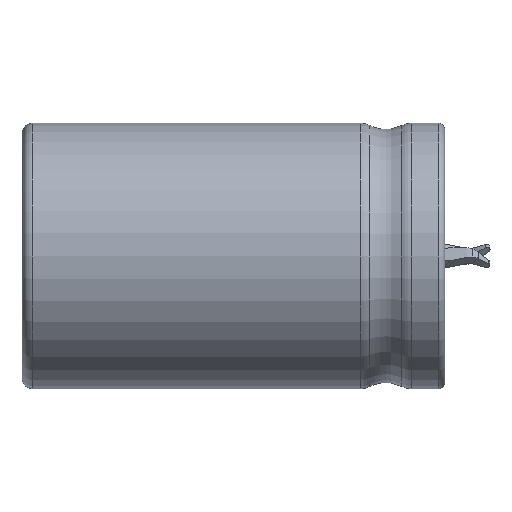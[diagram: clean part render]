
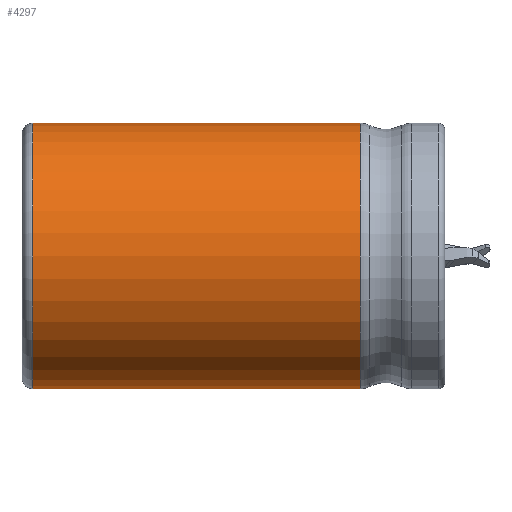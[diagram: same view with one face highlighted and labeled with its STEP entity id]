
A CAD part, left-side view. The second image highlights one B-rep face of the part: STEP entity #4297.
In plain terms, the highlighted cylindrical face has radius 11 mm (diameter 22 mm), a partial arc.
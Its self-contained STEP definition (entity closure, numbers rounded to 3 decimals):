
#226=CIRCLE('',#4672,11.);
#228=CIRCLE('',#4677,11.);
#363=CYLINDRICAL_SURFACE('',#4678,11.);
#591=FACE_OUTER_BOUND('',#838,.T.);
#838=EDGE_LOOP('',(#3762,#3763,#3764,#3765));
#1079=LINE('',#9375,#1325);
#1080=LINE('',#9378,#1326);
#1325=VECTOR('',#5575,10.);
#1326=VECTOR('',#5578,10.);
#1908=VERTEX_POINT('',#9368);
#1909=VERTEX_POINT('',#9370);
#1910=VERTEX_POINT('',#9374);
#1911=VERTEX_POINT('',#9376);
#2509=EDGE_CURVE('',#1910,#1908,#1079,.T.);
#2511=EDGE_CURVE('',#1911,#1909,#1080,.T.);
#2530=EDGE_CURVE('',#1910,#1911,#226,.T.);
#2533=EDGE_CURVE('',#1908,#1909,#228,.T.);
#3762=ORIENTED_EDGE('',*,*,#2509,.T.);
#3763=ORIENTED_EDGE('',*,*,#2533,.T.);
#3764=ORIENTED_EDGE('',*,*,#2511,.F.);
#3765=ORIENTED_EDGE('',*,*,#2530,.F.);
#4297=ADVANCED_FACE('',(#591),#363,.T.);
#4672=AXIS2_PLACEMENT_3D('',#9414,#5634,#5635);
#4677=AXIS2_PLACEMENT_3D('',#9420,#5645,#5646);
#4678=AXIS2_PLACEMENT_3D('',#9421,#5647,#5648);
#5575=DIRECTION('',(0.,1.,0.));
#5578=DIRECTION('',(0.,1.,0.));
#5634=DIRECTION('center_axis',(0.,-1.,0.));
#5635=DIRECTION('ref_axis',(1.,0.,0.));
#5645=DIRECTION('center_axis',(0.,-1.,0.));
#5646=DIRECTION('ref_axis',(1.,0.,0.));
#5647=DIRECTION('center_axis',(0.,-1.,0.));
#5648=DIRECTION('ref_axis',(-1.,0.,0.));
#9368=CARTESIAN_POINT('',(10.739,34.1,2.381));
#9370=CARTESIAN_POINT('',(10.739,34.1,-2.381));
#9374=CARTESIAN_POINT('',(10.739,6.99,2.381));
#9375=CARTESIAN_POINT('',(10.739,20.545,2.381));
#9376=CARTESIAN_POINT('',(10.739,6.99,-2.381));
#9378=CARTESIAN_POINT('',(10.739,34.1,-2.381));
#9414=CARTESIAN_POINT('Origin',(0.,6.99,0.));
#9420=CARTESIAN_POINT('Origin',(0.,34.1,0.));
#9421=CARTESIAN_POINT('Origin',(0.,20.545,0.));
